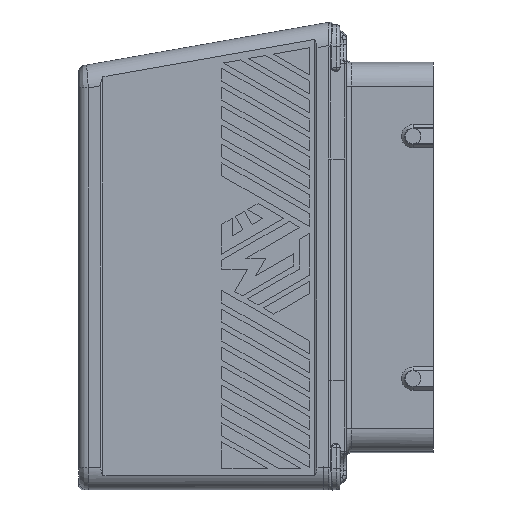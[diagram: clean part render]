
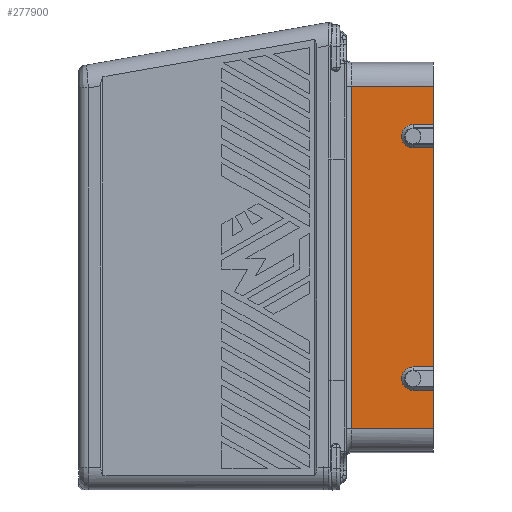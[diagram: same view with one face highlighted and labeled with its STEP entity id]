
A CAD part, left-side view. The second image highlights one B-rep face of the part: STEP entity #277900.
In plain terms, the highlighted planar face has unit normal (-1, 0, 0).
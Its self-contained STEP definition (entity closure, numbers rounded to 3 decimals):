
#212120=CARTESIAN_POINT('',(25.125,45.037,
48.654));
#212130=VERTEX_POINT('',#212120);
#276470=CARTESIAN_POINT('',(25.125,45.037,
-56.571));
#276480=VERTEX_POINT('',#276470);
#276680=CARTESIAN_POINT('',(25.125,20.,
-56.571));
#276690=DIRECTION('',(0.,1.,0.));
#276700=VECTOR('',#276690,1.);
#276710=LINE('',#276680,#276700);
#276720=CARTESIAN_POINT('',(25.125,19.783,
-56.571));
#276730=VERTEX_POINT('',#276720);
#276740=EDGE_CURVE('',#276730,#276480,#276710,.T.);
#276960=CARTESIAN_POINT('',(25.125,19.716,
-46.453));
#276970=DIRECTION('',(-1.,0.,0.));
#276980=DIRECTION('',(0.,0.,1.));
#276990=AXIS2_PLACEMENT_3D('',#276960,#276970,#276980);
#277000=PLANE('',#276990);
#277010=CARTESIAN_POINT('',(25.125,22.91,
29.69));
#277020=DIRECTION('',(0.,1.,0.));
#277030=VECTOR('',#277020,1.);
#277040=LINE('',#277010,#277030);
#277050=CARTESIAN_POINT('',(25.125,19.783,
29.69));
#277060=VERTEX_POINT('',#277050);
#277070=CARTESIAN_POINT('',(25.125,26.037,
29.69));
#277080=VERTEX_POINT('',#277070);
#277090=EDGE_CURVE('',#277060,#277080,#277040,.T.);
#277100=ORIENTED_EDGE('',*,*,#277090,.T.);
#277110=CARTESIAN_POINT('',(25.125,19.783,
-16.957));
#277120=DIRECTION('',(0.,0.,1.));
#277130=VECTOR('',#277120,1.);
#277140=LINE('',#277110,#277130);
#277150=CARTESIAN_POINT('',(25.125,19.783,
-37.598));
#277160=VERTEX_POINT('',#277150);
#277170=EDGE_CURVE('',#277160,#277060,#277140,.T.);
#277180=ORIENTED_EDGE('',*,*,#277170,.T.);
#277190=CARTESIAN_POINT('',(25.125,22.91,
-37.598));
#277200=DIRECTION('',(0.,-1.,0.));
#277210=VECTOR('',#277200,1.);
#277220=LINE('',#277190,#277210);
#277230=CARTESIAN_POINT('',(25.125,26.037,
-37.598));
#277240=VERTEX_POINT('',#277230);
#277250=EDGE_CURVE('',#277240,#277160,#277220,.T.);
#277260=ORIENTED_EDGE('',*,*,#277250,.T.);
#277270=CARTESIAN_POINT('',(25.125,26.037,
-41.198));
#277280=DIRECTION('',(1.,0.,0.));
#277290=DIRECTION('',(0.,0.,-1.));
#277300=AXIS2_PLACEMENT_3D('',#277270,#277280,#277290);
#277310=CIRCLE('',#277300,3.6);
#277320=CARTESIAN_POINT('',(25.125,26.037,
-44.798));
#277330=VERTEX_POINT('',#277320);
#277340=EDGE_CURVE('',#277330,#277240,#277310,.T.);
#277350=ORIENTED_EDGE('',*,*,#277340,.T.);
#277360=CARTESIAN_POINT('',(25.125,22.91,
-44.798));
#277370=DIRECTION('',(0.,1.,0.));
#277380=VECTOR('',#277370,1.);
#277390=LINE('',#277360,#277380);
#277400=CARTESIAN_POINT('',(25.125,19.783,
-44.798));
#277410=VERTEX_POINT('',#277400);
#277420=EDGE_CURVE('',#277410,#277330,#277390,.T.);
#277430=ORIENTED_EDGE('',*,*,#277420,.T.);
#277440=CARTESIAN_POINT('',(25.125,19.783,
-37.457));
#277450=DIRECTION('',(0.,0.,1.));
#277460=VECTOR('',#277450,1.);
#277470=LINE('',#277440,#277460);
#277480=EDGE_CURVE('',#276730,#277410,#277470,.T.);
#277490=ORIENTED_EDGE('',*,*,#277480,.T.);
#277500=ORIENTED_EDGE('',*,*,#276740,.F.);
#277510=CARTESIAN_POINT('',(25.125,45.037,
-41.453));
#277520=DIRECTION('',(0.,0.,1.));
#277530=VECTOR('',#277520,1.);
#277540=LINE('',#277510,#277530);
#277550=EDGE_CURVE('',#276480,#212130,#277540,.T.);
#277560=ORIENTED_EDGE('',*,*,#277550,.F.);
#277570=CARTESIAN_POINT('',(25.125,20.,
48.654));
#277580=DIRECTION('',(0.,-1.,0.));
#277590=VECTOR('',#277580,1.);
#277600=LINE('',#277570,#277590);
#277610=CARTESIAN_POINT('',(25.125,19.783,
48.654));
#277620=VERTEX_POINT('',#277610);
#277630=EDGE_CURVE('',#212130,#277620,#277600,.T.);
#277640=ORIENTED_EDGE('',*,*,#277630,.F.);
#277650=CARTESIAN_POINT('',(25.125,19.783,
9.533));
#277660=DIRECTION('',(0.,0.,1.));
#277670=VECTOR('',#277660,1.);
#277680=LINE('',#277650,#277670);
#277690=CARTESIAN_POINT('',(25.125,19.783,
36.89));
#277700=VERTEX_POINT('',#277690);
#277710=EDGE_CURVE('',#277700,#277620,#277680,.T.);
#277720=ORIENTED_EDGE('',*,*,#277710,.T.);
#277730=CARTESIAN_POINT('',(25.125,22.91,
36.89));
#277740=DIRECTION('',(0.,-1.,0.));
#277750=VECTOR('',#277740,1.);
#277760=LINE('',#277730,#277750);
#277770=CARTESIAN_POINT('',(25.125,26.037,
36.89));
#277780=VERTEX_POINT('',#277770);
#277790=EDGE_CURVE('',#277780,#277700,#277760,.T.);
#277800=ORIENTED_EDGE('',*,*,#277790,.T.);
#277810=CARTESIAN_POINT('',(25.125,26.037,
33.29));
#277820=DIRECTION('',(1.,0.,0.));
#277830=DIRECTION('',(0.,0.,-1.));
#277840=AXIS2_PLACEMENT_3D('',#277810,#277820,#277830);
#277850=CIRCLE('',#277840,3.6);
#277860=EDGE_CURVE('',#277080,#277780,#277850,.T.);
#277870=ORIENTED_EDGE('',*,*,#277860,.T.);
#277880=EDGE_LOOP('',(#277870,#277800,#277720,#277640,#277560,#277500,
#277490,#277430,#277350,#277260,#277180,#277100));
#277890=FACE_OUTER_BOUND('',#277880,.T.);
#277900=ADVANCED_FACE('',(#277890),#277000,.T.);
